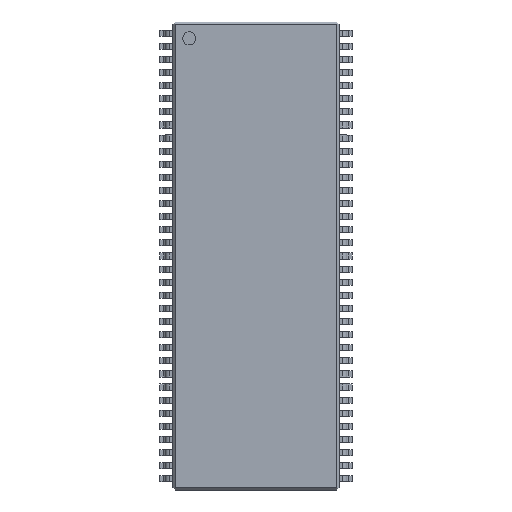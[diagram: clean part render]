
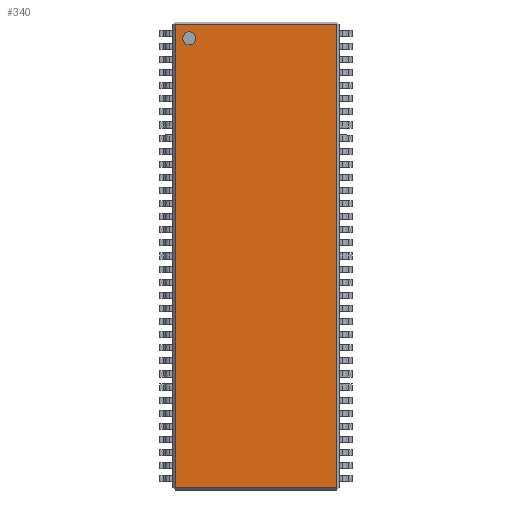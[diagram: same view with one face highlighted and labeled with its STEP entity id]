
A CAD part, top view. The second image highlights one B-rep face of the part: STEP entity #340.
In plain terms, the highlighted planar face has unit normal (0, 0, 1).
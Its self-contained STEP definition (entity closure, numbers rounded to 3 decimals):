
#13=DIRECTION('',(0.,0.,1.));
#14=DIRECTION('',(1.,0.,0.));
#133=VECTOR('',#134,1.);
#134=DIRECTION('',(0.,1.,0.));
#209=VERTEX_POINT('',#210);
#210=CARTESIAN_POINT('',(-4.93,-14.135,1.2));
#218=VERTEX_POINT('',#219);
#219=CARTESIAN_POINT('',(-4.93,14.135,1.2));
#224=ORIENTED_EDGE('',*,*,#225,.F.);
#225=EDGE_CURVE('',#209,#218,#226,.T.);
#226=LINE('',#227,#133);
#227=CARTESIAN_POINT('',(-4.93,-14.285,1.2));
#297=VECTOR('',#14,1.);
#340=ADVANCED_FACE('',(#341,#359),#368,.T.);
#341=FACE_BOUND('',#342,.T.);
#342=EDGE_LOOP('',(#224,#343,#349,#355));
#343=ORIENTED_EDGE('',*,*,#344,.T.);
#344=EDGE_CURVE('',#209,#345,#347,.T.);
#345=VERTEX_POINT('',#346);
#346=CARTESIAN_POINT('',(4.93,-14.135,1.2));
#347=LINE('',#348,#297);
#348=CARTESIAN_POINT('',(-5.08,-14.135,1.2));
#349=ORIENTED_EDGE('',*,*,#350,.T.);
#350=EDGE_CURVE('',#345,#351,#353,.T.);
#351=VERTEX_POINT('',#352);
#352=CARTESIAN_POINT('',(4.93,14.135,1.2));
#353=LINE('',#354,#133);
#354=CARTESIAN_POINT('',(4.93,-14.285,1.2));
#355=ORIENTED_EDGE('',*,*,#356,.F.);
#356=EDGE_CURVE('',#218,#351,#357,.T.);
#357=LINE('',#358,#297);
#358=CARTESIAN_POINT('',(-5.08,14.135,1.2));
#359=FACE_BOUND('',#360,.T.);
#360=EDGE_LOOP('',(#361));
#361=ORIENTED_EDGE('',*,*,#362,.F.);
#362=EDGE_CURVE('',#363,#363,#365,.T.);
#363=VERTEX_POINT('',#364);
#364=CARTESIAN_POINT('',(-3.68,13.285,1.2));
#365=CIRCLE('',#366,0.4);
#366=AXIS2_PLACEMENT_3D('',#367,#13,#14);
#367=CARTESIAN_POINT('',(-4.08,13.285,1.2));
#368=PLANE('',#369);
#369=AXIS2_PLACEMENT_3D('',#370,#13,#14);
#370=CARTESIAN_POINT('',(-5.08,-14.285,1.2));
